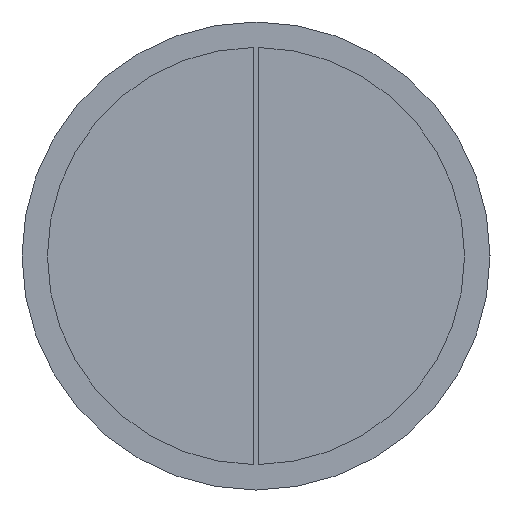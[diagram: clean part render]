
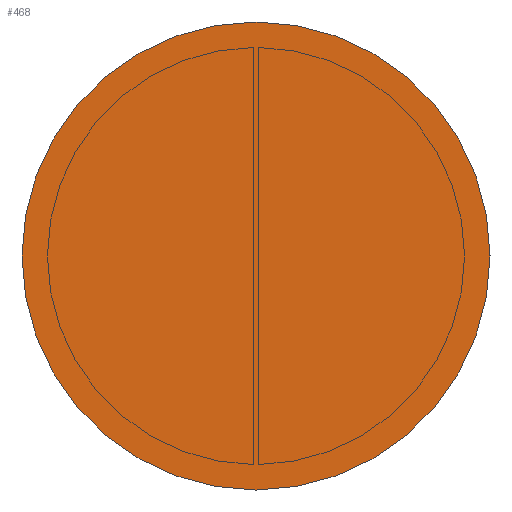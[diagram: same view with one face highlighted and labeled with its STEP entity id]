
A CAD part, left-side view. The second image highlights one B-rep face of the part: STEP entity #468.
In plain terms, the highlighted planar face has unit normal (-1, 0, 0).
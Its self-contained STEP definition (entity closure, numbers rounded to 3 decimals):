
#116 = AXIS2_PLACEMENT_3D ( 'NONE', #1599, #1614, #562 ) ;
#228 = CIRCLE ( 'NONE', #1613, 69. ) ;
#321 = AXIS2_PLACEMENT_3D ( 'NONE', #740, #844, #693 ) ;
#322 = EDGE_CURVE ( 'NONE', #870, #965, #228, .T. ) ;
#327 = EDGE_LOOP ( 'NONE', ( #1250, #916 ) ) ;
#468 = ADVANCED_FACE ( 'NONE', ( #1294 ), #944, .T. ) ;
#509 = CARTESIAN_POINT ( 'NONE',  ( -6.84, 0., -69. ) ) ;
#562 = DIRECTION ( 'NONE',  ( 0., 0., -1. ) ) ;
#693 = DIRECTION ( 'NONE',  ( 0., 0., 1. ) ) ;
#740 = CARTESIAN_POINT ( 'NONE',  ( -6.84, 64.625, 0. ) ) ;
#844 = DIRECTION ( 'NONE',  ( -1., 0., 0. ) ) ;
#870 = VERTEX_POINT ( 'NONE', #509 ) ;
#916 = ORIENTED_EDGE ( 'NONE', *, *, #1552, .F. ) ;
#944 = PLANE ( 'NONE',  #321 ) ;
#965 = VERTEX_POINT ( 'NONE', #1594 ) ;
#1118 = DIRECTION ( 'NONE',  ( 1., 0., 0. ) ) ;
#1135 = DIRECTION ( 'NONE',  ( 0., 0., -1. ) ) ;
#1250 = ORIENTED_EDGE ( 'NONE', *, *, #322, .F. ) ;
#1294 = FACE_OUTER_BOUND ( 'NONE', #327, .T. ) ;
#1552 = EDGE_CURVE ( 'NONE', #965, #870, #1567, .T. ) ;
#1567 = CIRCLE ( 'NONE', #116, 69. ) ;
#1594 = CARTESIAN_POINT ( 'NONE',  ( -6.84, 0., 69. ) ) ;
#1599 = CARTESIAN_POINT ( 'NONE',  ( -6.84, 0., 0. ) ) ;
#1612 = CARTESIAN_POINT ( 'NONE',  ( -6.84, 0., 0. ) ) ;
#1613 = AXIS2_PLACEMENT_3D ( 'NONE', #1612, #1118, #1135 ) ;
#1614 = DIRECTION ( 'NONE',  ( 1., 0., 0. ) ) ;
